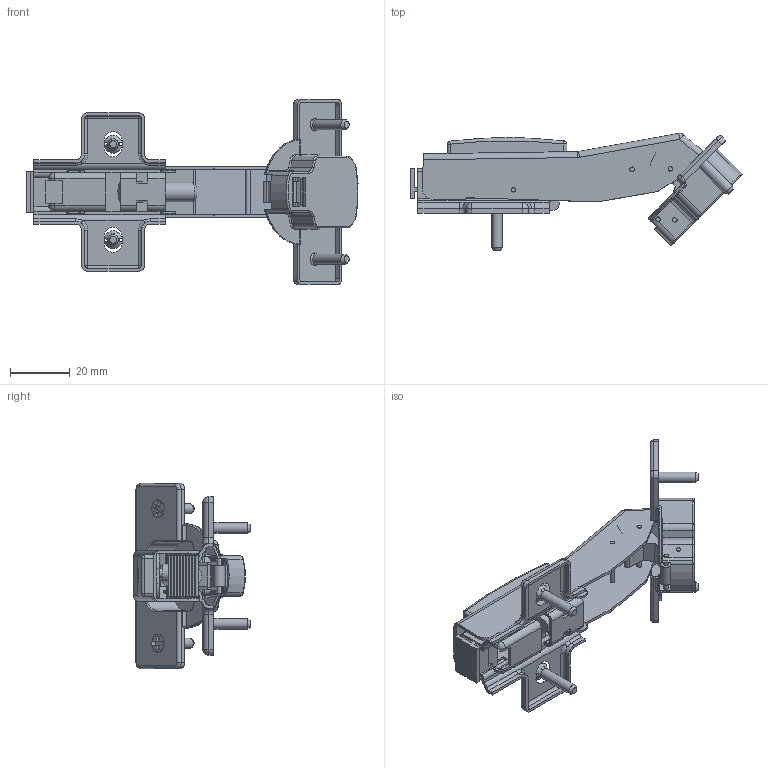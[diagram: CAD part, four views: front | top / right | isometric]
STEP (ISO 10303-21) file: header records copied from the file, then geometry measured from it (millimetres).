
FILE_DESCRIPTION(/* description */ (''),/* implementation_level */ '2;1');
FILE_NAME(/* name */ 'ZM-HCKT45-ZE-S.stp',/* time_stamp */ '2023-05-05T14:37:38+02:00',/* author */ ('tomaszw'),/* organization */ (''),/* preprocessor_version */ 'ST-DEVELOPER v19.2',/* originating_system */ 'Autodesk Inventor 2023',/* authorisation */ '');
FILE_SCHEMA (('AUTOMOTIVE_DESIGN { 1 0 10303 214 3 1 1 }'));
Length unit declared in the file: millimetre
Products named in the file (13): ZM-HCKT45-ZE_S; ZM-HCKT_2; ZM-HCKT_1; ZM-HCKT_3; ZM-HCKT45; ZM-HCKT_5; ZM-HCKT_6; ZM-HCKT_Pin2; ZM-HCKT-P_1; ZM-HCKT_4_1; ZM-HCKT_Pin1; Wkret35x16; Zaślepka Prestige ver1
Assembly tree (20 placements, depth 2):
  ZM-HCKT45-ZE_S
    ZM-HCKT_2
    ZM-HCKT_1
    ZM-HCKT_3
    ZM-HCKT45
    ZM-HCKT_Pin2  x4
    ZM-HCKT_Pin1  x3
    ZM-HCKT_5
    ZM-HCKT_6
    ZM-HCKT-P_1
    ZM-HCKT_4_1
    Wkret35x16  x4
    Zaślepka Prestige ver1
Bounding box: 111.11 x 39.21 x 62 mm (x, y, z)
Volume: 13588.4 mm3; surface area: 29381.6 mm2
Topology: 20 solids, 21 shells, 1106 faces, 2915 edges, 1830 vertices
Faces by surface type: plane 529, cylinder 322, torus 100, bspline 97, sphere 30, cone 28
Full cylindrical faces by diameter (mm): 1.5 x26, 1.625 x1, 3 x1, 3.5 x4, 6 x2, 6.5 x2, 8 x1, 9 x1
Entity records: 35082 total; most frequent: CARTESIAN_POINT 7991, ORIENTED_EDGE 5428, DIRECTION 5331, EDGE_CURVE 2716, AXIS2_PLACEMENT_3D 1861, VERTEX_POINT 1704, LINE 1609, VECTOR 1609
